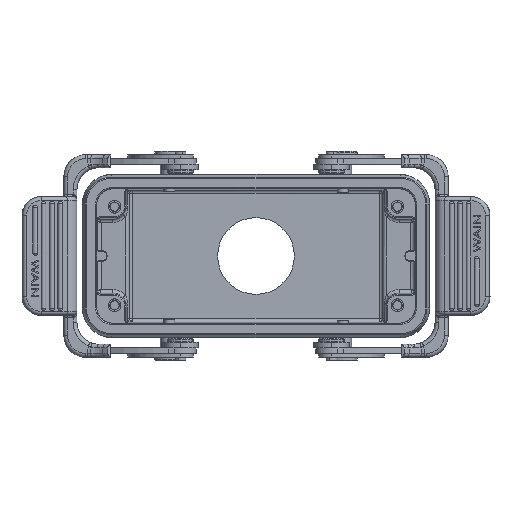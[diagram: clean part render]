
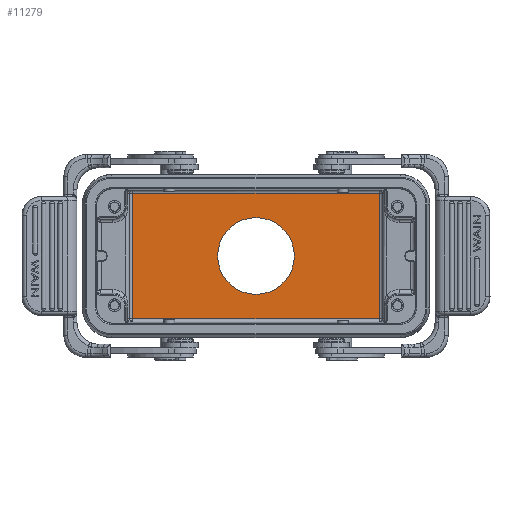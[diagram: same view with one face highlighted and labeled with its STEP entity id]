
A CAD part, front view. The second image highlights one B-rep face of the part: STEP entity #11279.
In plain terms, the highlighted planar face has unit normal (0, -1, 0).
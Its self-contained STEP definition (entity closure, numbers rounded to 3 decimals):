
#9540=PLANE('',#39119);
#9836=FACE_BOUND('',#15037,.T.);
#9837=FACE_BOUND('',#15038,.T.);
#11279=ADVANCED_FACE('',(#9836,#9837),#9540,.F.);
#15037=EDGE_LOOP('',(#23471,#23472));
#15038=EDGE_LOOP('',(#23473,#23474,#23475,#23476));
#16261=CIRCLE('',#39036,10.5);
#16262=CIRCLE('',#39038,10.5);
#23471=ORIENTED_EDGE('',*,*,#31611,.F.);
#23472=ORIENTED_EDGE('',*,*,#31612,.F.);
#23473=ORIENTED_EDGE('',*,*,#31670,.T.);
#23474=ORIENTED_EDGE('',*,*,#31730,.T.);
#23475=ORIENTED_EDGE('',*,*,#31731,.T.);
#23476=ORIENTED_EDGE('',*,*,#31732,.T.);
#27622=VERTEX_POINT('',#60109);
#27623=VERTEX_POINT('',#60111);
#27660=VERTEX_POINT('',#60353);
#27662=VERTEX_POINT('',#60359);
#27699=VERTEX_POINT('',#60677);
#27700=VERTEX_POINT('',#60683);
#31611=EDGE_CURVE('',#27623,#27622,#16261,.T.);
#31612=EDGE_CURVE('',#27622,#27623,#16262,.T.);
#31670=EDGE_CURVE('',#27660,#27662,#34360,.T.);
#31730=EDGE_CURVE('',#27662,#27699,#34381,.T.);
#31731=EDGE_CURVE('',#27699,#27700,#34382,.T.);
#31732=EDGE_CURVE('',#27700,#27660,#34383,.T.);
#34360=LINE('',#60358,#36706);
#34381=LINE('',#60680,#36727);
#34382=LINE('',#60682,#36728);
#34383=LINE('',#60684,#36729);
#36706=VECTOR('',#45986,1.);
#36727=VECTOR('',#46073,1.);
#36728=VECTOR('',#46076,1.);
#36729=VECTOR('',#46077,1.);
#39036=AXIS2_PLACEMENT_3D('',#60112,#45869,#45870);
#39038=AXIS2_PLACEMENT_3D('',#60114,#45873,#45874);
#39119=AXIS2_PLACEMENT_3D('',#60685,#46078,#46079);
#45869=DIRECTION('',(0.,-1.,0.));
#45870=DIRECTION('',(-1.,0.,0.));
#45873=DIRECTION('',(0.,-1.,0.));
#45874=DIRECTION('',(1.,0.,0.));
#45986=DIRECTION('',(-1.,0.,0.));
#46073=DIRECTION('',(0.,0.,-1.));
#46076=DIRECTION('',(1.,0.,0.));
#46077=DIRECTION('',(0.,0.,1.));
#46078=DIRECTION('',(0.,1.,0.));
#46079=DIRECTION('',(0.,0.,1.));
#60109=CARTESIAN_POINT('',(10.5,42.,0.));
#60111=CARTESIAN_POINT('',(-10.5,42.,0.));
#60112=CARTESIAN_POINT('',(0.,42.,0.));
#60114=CARTESIAN_POINT('',(0.,42.,0.));
#60353=CARTESIAN_POINT('',(33.75,42.,17.142));
#60358=CARTESIAN_POINT('',(33.75,42.,17.142));
#60359=CARTESIAN_POINT('',(-33.75,42.,17.142));
#60677=CARTESIAN_POINT('',(-33.75,42.,-17.142));
#60680=CARTESIAN_POINT('',(-33.75,42.,17.142));
#60682=CARTESIAN_POINT('',(-33.75,42.,-17.142));
#60683=CARTESIAN_POINT('',(33.75,42.,-17.142));
#60684=CARTESIAN_POINT('',(33.75,42.,-17.142));
#60685=CARTESIAN_POINT('',(0.,42.,0.));
